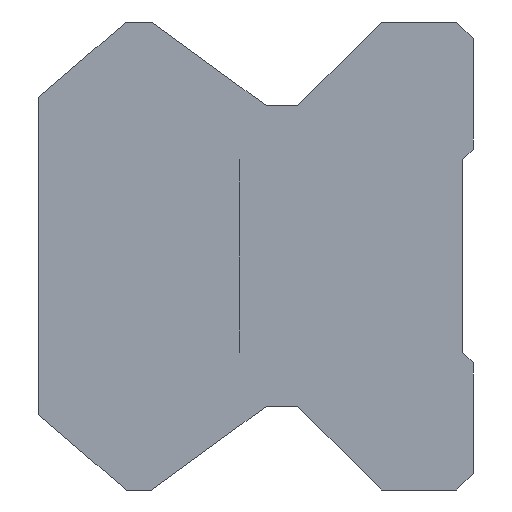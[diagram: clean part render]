
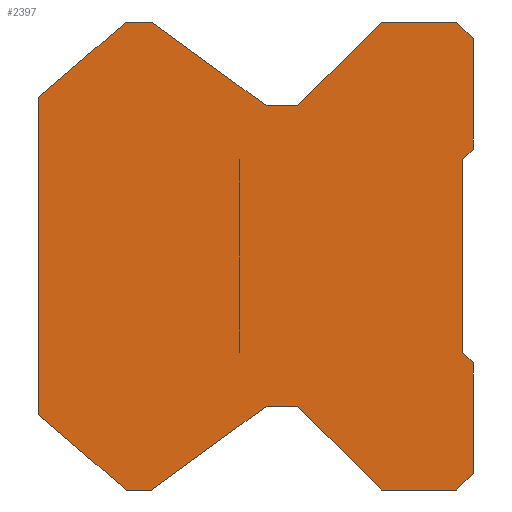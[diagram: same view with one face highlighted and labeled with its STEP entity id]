
A CAD part, left-side view. The second image highlights one B-rep face of the part: STEP entity #2397.
In plain terms, the highlighted planar face has unit normal (-1, 0, 0).
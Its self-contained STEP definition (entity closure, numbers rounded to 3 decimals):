
#520=ORIENTED_EDGE('',*,*,#840,.F.);
#521=ORIENTED_EDGE('',*,*,#998,.F.);
#522=ORIENTED_EDGE('',*,*,#995,.F.);
#523=ORIENTED_EDGE('',*,*,#942,.F.);
#524=ORIENTED_EDGE('',*,*,#939,.F.);
#525=ORIENTED_EDGE('',*,*,#936,.F.);
#526=ORIENTED_EDGE('',*,*,#933,.F.);
#527=ORIENTED_EDGE('',*,*,#930,.F.);
#528=ORIENTED_EDGE('',*,*,#927,.F.);
#529=ORIENTED_EDGE('',*,*,#924,.F.);
#530=ORIENTED_EDGE('',*,*,#921,.F.);
#531=ORIENTED_EDGE('',*,*,#918,.F.);
#532=ORIENTED_EDGE('',*,*,#915,.F.);
#533=ORIENTED_EDGE('',*,*,#862,.F.);
#534=ORIENTED_EDGE('',*,*,#859,.F.);
#535=ORIENTED_EDGE('',*,*,#856,.F.);
#536=ORIENTED_EDGE('',*,*,#853,.F.);
#537=ORIENTED_EDGE('',*,*,#850,.F.);
#538=ORIENTED_EDGE('',*,*,#847,.F.);
#539=ORIENTED_EDGE('',*,*,#844,.F.);
#840=EDGE_CURVE('',#1100,#1101,#1340,.T.);
#844=EDGE_CURVE('',#1101,#1104,#1344,.T.);
#847=EDGE_CURVE('',#1104,#1106,#1347,.T.);
#850=EDGE_CURVE('',#1106,#1108,#1350,.T.);
#853=EDGE_CURVE('',#1108,#1110,#1353,.T.);
#856=EDGE_CURVE('',#1110,#1112,#1356,.T.);
#859=EDGE_CURVE('',#1112,#1114,#1359,.T.);
#862=EDGE_CURVE('',#1114,#1116,#1362,.T.);
#915=EDGE_CURVE('',#1116,#1168,#1365,.T.);
#918=EDGE_CURVE('',#1168,#1170,#1368,.T.);
#921=EDGE_CURVE('',#1170,#1172,#1371,.T.);
#924=EDGE_CURVE('',#1172,#1174,#1374,.T.);
#927=EDGE_CURVE('',#1174,#1176,#1377,.T.);
#930=EDGE_CURVE('',#1176,#1178,#1380,.T.);
#933=EDGE_CURVE('',#1178,#1180,#1383,.T.);
#936=EDGE_CURVE('',#1180,#1182,#1386,.T.);
#939=EDGE_CURVE('',#1182,#1184,#1389,.T.);
#942=EDGE_CURVE('',#1184,#1186,#1392,.T.);
#995=EDGE_CURVE('',#1186,#1238,#1395,.T.);
#998=EDGE_CURVE('',#1238,#1100,#1398,.T.);
#1100=VERTEX_POINT('',#3742);
#1101=VERTEX_POINT('',#3743);
#1104=VERTEX_POINT('',#3751);
#1106=VERTEX_POINT('',#3757);
#1108=VERTEX_POINT('',#3763);
#1110=VERTEX_POINT('',#3769);
#1112=VERTEX_POINT('',#3775);
#1114=VERTEX_POINT('',#3781);
#1116=VERTEX_POINT('',#3787);
#1168=VERTEX_POINT('',#3893);
#1170=VERTEX_POINT('',#3899);
#1172=VERTEX_POINT('',#3905);
#1174=VERTEX_POINT('',#3911);
#1176=VERTEX_POINT('',#3917);
#1178=VERTEX_POINT('',#3923);
#1180=VERTEX_POINT('',#3929);
#1182=VERTEX_POINT('',#3935);
#1184=VERTEX_POINT('',#3941);
#1186=VERTEX_POINT('',#3947);
#1238=VERTEX_POINT('',#4053);
#1340=LINE('',#3741,#1400);
#1344=LINE('',#3750,#1404);
#1347=LINE('',#3756,#1407);
#1350=LINE('',#3762,#1410);
#1353=LINE('',#3768,#1413);
#1356=LINE('',#3774,#1416);
#1359=LINE('',#3780,#1419);
#1362=LINE('',#3786,#1422);
#1365=LINE('',#3892,#1425);
#1368=LINE('',#3898,#1428);
#1371=LINE('',#3904,#1431);
#1374=LINE('',#3910,#1434);
#1377=LINE('',#3916,#1437);
#1380=LINE('',#3922,#1440);
#1383=LINE('',#3928,#1443);
#1386=LINE('',#3934,#1446);
#1389=LINE('',#3940,#1449);
#1392=LINE('',#3946,#1452);
#1395=LINE('',#4052,#1455);
#1398=LINE('',#4058,#1458);
#1400=VECTOR('',#2937,1000.);
#1404=VECTOR('',#2943,1000.);
#1407=VECTOR('',#2948,1000.);
#1410=VECTOR('',#2953,1000.);
#1413=VECTOR('',#2958,1000.);
#1416=VECTOR('',#2963,1000.);
#1419=VECTOR('',#2968,1000.);
#1422=VECTOR('',#2973,1000.);
#1425=VECTOR('',#3078,1000.);
#1428=VECTOR('',#3083,1000.);
#1431=VECTOR('',#3088,1000.);
#1434=VECTOR('',#3093,1000.);
#1437=VECTOR('',#3098,1000.);
#1440=VECTOR('',#3103,1000.);
#1443=VECTOR('',#3108,1000.);
#1446=VECTOR('',#3113,1000.);
#1449=VECTOR('',#3118,1000.);
#1452=VECTOR('',#3123,1000.);
#1455=VECTOR('',#3228,1000.);
#1458=VECTOR('',#3233,1000.);
#1581=EDGE_LOOP('',(#520,#521,#522,#523,#524,#525,#526,#527,#528,#529,#530,
#531,#532,#533,#534,#535,#536,#537,#538,#539));
#2003=FACE_BOUND('',#1581,.T.);
#2325=PLANE('',#2682);
#2397=ADVANCED_FACE('',(#2003),#2325,.F.);
#2682=AXIS2_PLACEMENT_3D('',#4061,#3237,#3238);
#2937=DIRECTION('',(0.,-1.,0.));
#2943=DIRECTION('',(0.,-0.807,-0.591));
#2948=DIRECTION('',(0.,-1.,0.));
#2953=DIRECTION('',(0.,-0.707,0.707));
#2958=DIRECTION('',(0.,-1.,0.));
#2963=DIRECTION('',(0.,-0.707,-0.707));
#2968=DIRECTION('',(0.,0.,-1.));
#2973=DIRECTION('',(0.,0.707,-0.707));
#3078=DIRECTION('',(0.,0.,-1.));
#3083=DIRECTION('',(0.,-0.707,-0.707));
#3088=DIRECTION('',(0.,0.,-1.));
#3093=DIRECTION('',(0.,0.707,-0.707));
#3098=DIRECTION('',(0.,1.,0.));
#3103=DIRECTION('',(0.,0.707,0.707));
#3108=DIRECTION('',(0.,1.,0.));
#3113=DIRECTION('',(0.,0.807,-0.591));
#3118=DIRECTION('',(0.,1.,0.));
#3123=DIRECTION('',(0.,0.758,0.652));
#3228=DIRECTION('',(0.,0.,1.));
#3233=DIRECTION('',(0.,-0.758,0.652));
#3237=DIRECTION('',(1.,0.,0.));
#3238=DIRECTION('',(0.,0.,-1.));
#3741=CARTESIAN_POINT('',(0.,20.77,14.));
#3742=CARTESIAN_POINT('',(0.,20.77,14.));
#3743=CARTESIAN_POINT('',(0.,19.23,14.));
#3750=CARTESIAN_POINT('',(0.,19.23,14.));
#3751=CARTESIAN_POINT('',(0.,12.4,9.));
#3756=CARTESIAN_POINT('',(0.,12.4,9.));
#3757=CARTESIAN_POINT('',(0.,10.5,9.));
#3762=CARTESIAN_POINT('',(0.,10.5,9.));
#3763=CARTESIAN_POINT('',(0.,5.5,14.));
#3768=CARTESIAN_POINT('',(0.,5.5,14.));
#3769=CARTESIAN_POINT('',(0.,1.,14.));
#3774=CARTESIAN_POINT('',(0.,1.,14.));
#3775=CARTESIAN_POINT('',(0.,0.,13.));
#3780=CARTESIAN_POINT('',(0.,0.,13.));
#3781=CARTESIAN_POINT('',(0.,0.,6.4));
#3786=CARTESIAN_POINT('',(0.,0.,6.4));
#3787=CARTESIAN_POINT('',(0.,0.65,5.75));
#3892=CARTESIAN_POINT('',(0.,0.65,5.75));
#3893=CARTESIAN_POINT('',(0.,0.65,-5.75));
#3898=CARTESIAN_POINT('',(0.,0.65,-5.75));
#3899=CARTESIAN_POINT('',(0.,0.,-6.4));
#3904=CARTESIAN_POINT('',(0.,0.,-6.4));
#3905=CARTESIAN_POINT('',(0.,0.,-13.));
#3910=CARTESIAN_POINT('',(0.,0.,-13.));
#3911=CARTESIAN_POINT('',(0.,1.,-14.));
#3916=CARTESIAN_POINT('',(0.,1.,-14.));
#3917=CARTESIAN_POINT('',(0.,5.5,-14.));
#3922=CARTESIAN_POINT('',(0.,5.5,-14.));
#3923=CARTESIAN_POINT('',(0.,10.5,-9.));
#3928=CARTESIAN_POINT('',(0.,10.5,-9.));
#3929=CARTESIAN_POINT('',(0.,12.4,-9.));
#3934=CARTESIAN_POINT('',(0.,12.4,-9.));
#3935=CARTESIAN_POINT('',(0.,19.23,-14.));
#3940=CARTESIAN_POINT('',(0.,19.23,-14.));
#3941=CARTESIAN_POINT('',(0.,20.77,-14.));
#3946=CARTESIAN_POINT('',(0.,20.77,-14.));
#3947=CARTESIAN_POINT('',(0.,26.,-9.5));
#4052=CARTESIAN_POINT('',(0.,26.,-9.5));
#4053=CARTESIAN_POINT('',(0.,26.,9.5));
#4058=CARTESIAN_POINT('',(0.,26.,9.5));
#4061=CARTESIAN_POINT('',(0.,0.,0.));
